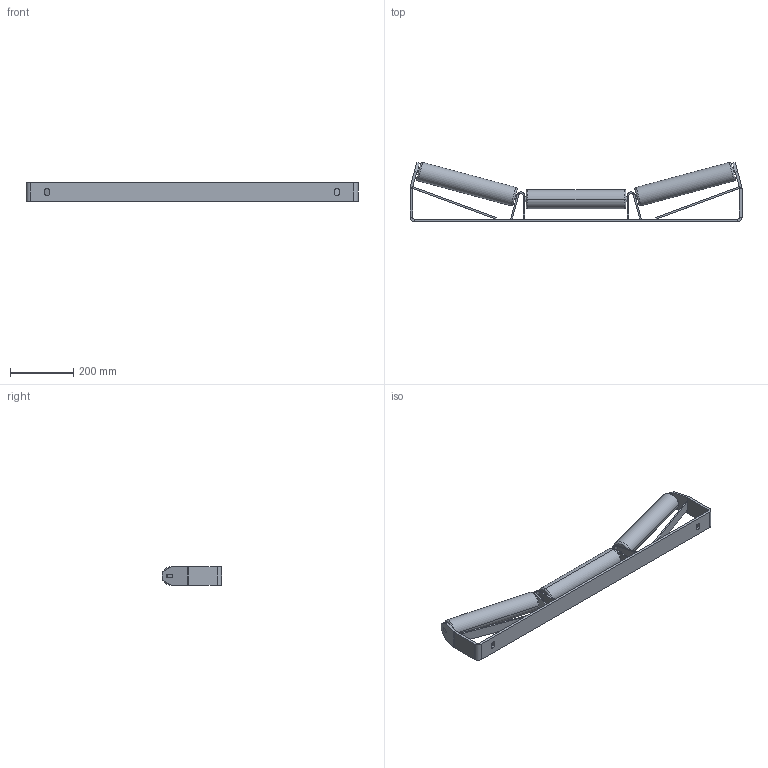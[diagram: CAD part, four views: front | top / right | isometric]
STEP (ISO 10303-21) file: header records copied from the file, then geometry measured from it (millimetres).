
FILE_DESCRIPTION (( 'STEP AP214' ), '1' );
FILE_NAME ('Support SNBA 53301 E71 8 B800 15° sans pincement .step', '2020-02-19T16:37:09', ( '' ), ( '' ), 'SwSTEP 2.0', 'SolidWorks 2019', '' );
FILE_SCHEMA (( 'AUTOMOTIVE_DESIGN' ));
Length unit declared in the file: millimetre
Products named in the file (1): Support SNBA 53301 E71 8 B800 15° sans pincement 
Bounding box: 1050 x 187.42 x 60 mm (x, y, z)
Volume: 1574621.1 mm3; surface area: 667084.9 mm2
Topology: 8 solids, 11 shells, 294 faces, 717 edges, 458 vertices
Faces by surface type: plane 199, cylinder 66, bspline 17, torus 12
Entity records: 8770 total; most frequent: CARTESIAN_POINT 1691, ORIENTED_EDGE 1434, DIRECTION 1419, EDGE_CURVE 717, LINE 503, VECTOR 503, AXIS2_PLACEMENT_3D 458, VERTEX_POINT 458
